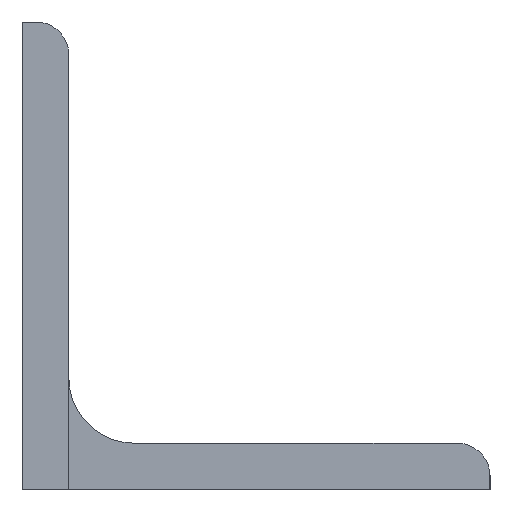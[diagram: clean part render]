
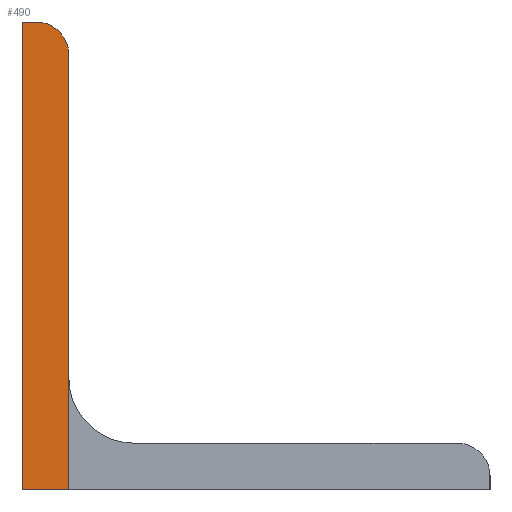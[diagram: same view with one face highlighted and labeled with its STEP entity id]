
A CAD part, left-side view. The second image highlights one B-rep face of the part: STEP entity #490.
In plain terms, the highlighted face is planar.
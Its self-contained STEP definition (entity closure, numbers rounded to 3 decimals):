
#10=CARTESIAN_POINT('',(0.,0.,-520.));
#20=DIRECTION('',(0.,0.,1.));
#30=DIRECTION('',(1.,0.,0.));
#40=AXIS2_PLACEMENT_3D('',#10,#20,#30);
#50=PLANE('',#40);
#60=CARTESIAN_POINT('',(50.,0.,-520.));
#70=DIRECTION('',(-1.,0.,0.));
#80=VECTOR('',#70,1.);
#90=LINE('',#60,#80);
#100=CARTESIAN_POINT('',(50.,0.,-520.));
#110=VERTEX_POINT('',#100);
#120=CARTESIAN_POINT('',(0.,0.,-520.));
#130=VERTEX_POINT('',#120);
#140=EDGE_CURVE('',#110,#130,#90,.T.);
#150=ORIENTED_EDGE('',*,*,#140,.T.);
#160=CARTESIAN_POINT('',(50.,1.5,-520.));
#170=DIRECTION('',(0.,-1.,0.));
#180=VECTOR('',#170,1.);
#190=LINE('',#160,#180);
#200=CARTESIAN_POINT('',(50.,1.5,-520.));
#210=VERTEX_POINT('',#200);
#220=EDGE_CURVE('',#210,#110,#190,.T.);
#230=ORIENTED_EDGE('',*,*,#220,.T.);
#240=CARTESIAN_POINT('',(46.5,1.5,-520.));
#250=DIRECTION('',(0.,0.,-1.));
#260=DIRECTION('',(0.,1.,0.));
#270=AXIS2_PLACEMENT_3D('',#240,#250,#260);
#280=CIRCLE('',#270,3.5);
#290=CARTESIAN_POINT('',(46.5,5.,-520.));
#300=VERTEX_POINT('',#290);
#310=EDGE_CURVE('',#300,#210,#280,.T.);
#320=ORIENTED_EDGE('',*,*,#310,.T.);
#330=CARTESIAN_POINT('',(46.5,5.,-520.));
#340=DIRECTION('',(-1.,0.,0.));
#350=VECTOR('',#340,1.);
#360=LINE('',#330,#350);
#370=CARTESIAN_POINT('',(0.,5.,-520.));
#380=VERTEX_POINT('',#370);
#390=EDGE_CURVE('',#300,#380,#360,.T.);
#400=ORIENTED_EDGE('',*,*,#390,.F.);
#410=CARTESIAN_POINT('',(0.,0.,-520.));
#420=DIRECTION('',(0.,1.,0.));
#430=VECTOR('',#420,1.);
#440=LINE('',#410,#430);
#450=EDGE_CURVE('',#130,#380,#440,.T.);
#460=ORIENTED_EDGE('',*,*,#450,.T.);
#470=EDGE_LOOP('',(#460,#400,#320,#230,#150));
#480=FACE_OUTER_BOUND('',#470,.T.);
#490=ADVANCED_FACE('',(#480),#50,.F.);
